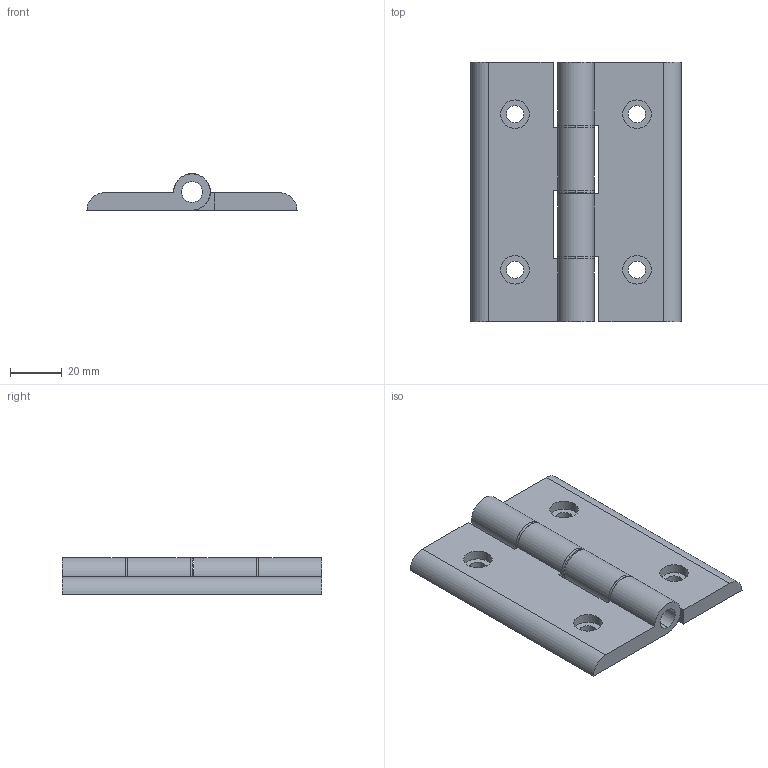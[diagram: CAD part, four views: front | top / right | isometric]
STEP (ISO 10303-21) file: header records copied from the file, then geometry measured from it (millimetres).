
FILE_DESCRIPTION (( 'STEP AP203' ), '1' );
FILE_NAME ('084.500.006.STEP', '2013-01-28T10:08:24', ( 'Alusic' ), ( 'Alusic' ), 'SwSTEP 2.0', 'SolidWorks 2011', '' );
FILE_SCHEMA (( 'CONFIG_CONTROL_DESIGN' ));
Length unit declared in the file: millimetre
Products named in the file (3): 084.500.001.C; SEMI CERNIERA_084.500.005.A; 084.500.006
Assembly tree (5 placements, depth 2):
  084.500.006
    SEMI CERNIERA_084.500.005.A  x2
    084.500.001.C  x3
Bounding box: 81 x 100 x 14.1 mm (x, y, z)
Volume: 50985.4 mm3; surface area: 23984.1 mm2
Topology: 5 solids, 5 shells, 70 faces, 168 edges, 112 vertices
Faces by surface type: cylinder 42, plane 28
Entity records: 1381 total; most frequent: DIRECTION 196, CARTESIAN_POINT 170, ORIENTED_EDGE 156, EDGE_CURVE 78, AXIS2_PLACEMENT_3D 78, VERTEX_POINT 52, EDGE_LOOP 44, LINE 40
